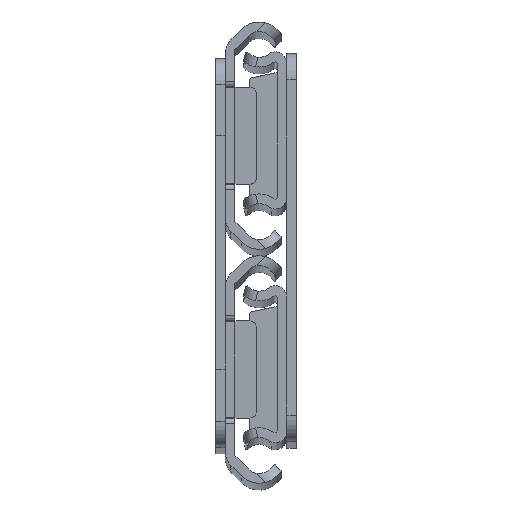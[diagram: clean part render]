
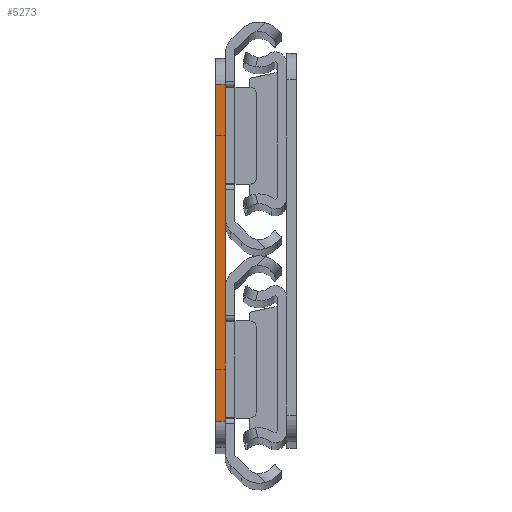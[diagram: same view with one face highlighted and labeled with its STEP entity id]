
A CAD part, top view. The second image highlights one B-rep face of the part: STEP entity #5273.
In plain terms, the highlighted planar face has unit normal (0, 0, 1).
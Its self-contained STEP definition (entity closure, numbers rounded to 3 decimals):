
#172 = VERTEX_POINT ( 'NONE', #3233 ) ;
#218 = DIRECTION ( 'NONE',  ( 1., 0., 0. ) ) ;
#331 = FACE_OUTER_BOUND ( 'NONE', #1889, .T. ) ;
#441 = ORIENTED_EDGE ( 'NONE', *, *, #2815, .T. ) ;
#521 = AXIS2_PLACEMENT_3D ( 'NONE', #5467, #4109, #4151 ) ;
#552 = EDGE_CURVE ( 'NONE', #2737, #7669, #3874, .T. ) ;
#1324 = ORIENTED_EDGE ( 'NONE', *, *, #2263, .F. ) ;
#1392 = LINE ( 'NONE', #2635, #1660 ) ;
#1660 = VECTOR ( 'NONE', #7594, 1000. ) ;
#1889 = EDGE_LOOP ( 'NONE', ( #1915, #6628, #1324, #441 ) ) ;
#1915 = ORIENTED_EDGE ( 'NONE', *, *, #4221, .T. ) ;
#2091 = DIRECTION ( 'NONE',  ( 0., -1., 0. ) ) ;
#2263 = EDGE_CURVE ( 'NONE', #172, #7669, #6697, .T. ) ;
#2306 = CARTESIAN_POINT ( 'NONE',  ( 0., 0., 0. ) ) ;
#2635 = CARTESIAN_POINT ( 'NONE',  ( -1.5, 26., 0. ) ) ;
#2737 = VERTEX_POINT ( 'NONE', #4754 ) ;
#2815 = EDGE_CURVE ( 'NONE', #172, #4980, #1392, .T. ) ;
#2966 = PLANE ( 'NONE',  #521 ) ;
#3233 = CARTESIAN_POINT ( 'NONE',  ( 0., 26., 0. ) ) ;
#3343 = CARTESIAN_POINT ( 'NONE',  ( -1.5, 26., 0. ) ) ;
#3367 = LINE ( 'NONE', #4674, #3790 ) ;
#3790 = VECTOR ( 'NONE', #2091, 1000. ) ;
#3874 = LINE ( 'NONE', #7644, #4645 ) ;
#4109 = DIRECTION ( 'NONE',  ( 0., 0., 1. ) ) ;
#4151 = DIRECTION ( 'NONE',  ( 1., 0., 0. ) ) ;
#4221 = EDGE_CURVE ( 'NONE', #4980, #2737, #3367, .T. ) ;
#4275 = VECTOR ( 'NONE', #4806, 1000. ) ;
#4645 = VECTOR ( 'NONE', #218, 1000. ) ;
#4674 = CARTESIAN_POINT ( 'NONE',  ( -1.5, 0., 0. ) ) ;
#4754 = CARTESIAN_POINT ( 'NONE',  ( -1.5, -26., 0. ) ) ;
#4806 = DIRECTION ( 'NONE',  ( 0., -1., 0. ) ) ;
#4980 = VERTEX_POINT ( 'NONE', #3343 ) ;
#5273 = ADVANCED_FACE ( 'NONE', ( #331 ), #2966, .T. ) ;
#5467 = CARTESIAN_POINT ( 'NONE',  ( -1.5, 0., 0. ) ) ;
#6301 = CARTESIAN_POINT ( 'NONE',  ( 0., -26., 0. ) ) ;
#6628 = ORIENTED_EDGE ( 'NONE', *, *, #552, .T. ) ;
#6697 = LINE ( 'NONE', #2306, #4275 ) ;
#7594 = DIRECTION ( 'NONE',  ( -1., 0., 0. ) ) ;
#7644 = CARTESIAN_POINT ( 'NONE',  ( -1.5, -26., 0. ) ) ;
#7669 = VERTEX_POINT ( 'NONE', #6301 ) ;
